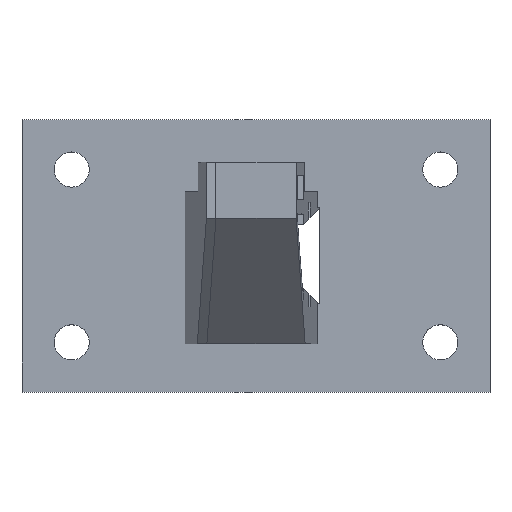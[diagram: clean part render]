
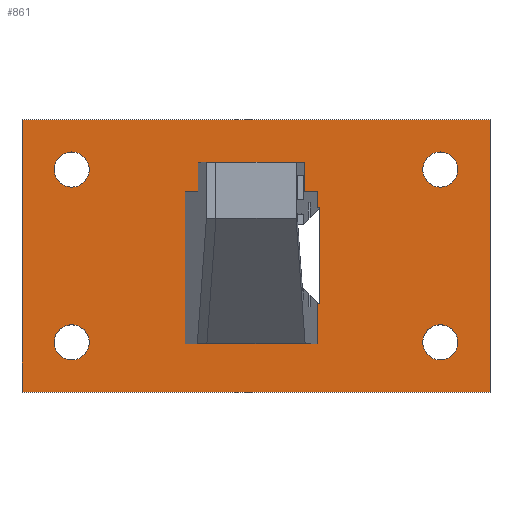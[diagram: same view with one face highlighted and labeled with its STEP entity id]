
A CAD part, top view. The second image highlights one B-rep face of the part: STEP entity #861.
In plain terms, the highlighted planar face has unit normal (0, 0, 1).
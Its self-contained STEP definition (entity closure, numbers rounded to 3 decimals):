
#223 = VERTEX_POINT('',#224);
#224 = CARTESIAN_POINT('',(6.315,-1.818,2.));
#232 = EDGE_CURVE('',#233,#223,#235,.T.);
#233 = VERTEX_POINT('',#234);
#234 = CARTESIAN_POINT('',(6.315,-2.818,2.));
#235 = LINE('',#236,#237);
#236 = CARTESIAN_POINT('',(6.315,-2.909,2.));
#237 = VECTOR('',#238,1.);
#238 = DIRECTION('',(0.,1.,0.));
#377 = VERTEX_POINT('',#378);
#378 = CARTESIAN_POINT('',(6.315,-8.818,2.));
#384 = EDGE_CURVE('',#385,#377,#387,.T.);
#385 = VERTEX_POINT('',#386);
#386 = CARTESIAN_POINT('',(6.315,-11.318,2.));
#387 = LINE('',#388,#389);
#388 = CARTESIAN_POINT('',(6.315,-2.909,2.));
#389 = VECTOR('',#390,1.);
#390 = DIRECTION('',(0.,1.,0.));
#672 = EDGE_CURVE('',#673,#223,#675,.T.);
#673 = VERTEX_POINT('',#674);
#674 = CARTESIAN_POINT('',(-1.916,-1.818,2.));
#675 = LINE('',#676,#677);
#676 = CARTESIAN_POINT('',(2.351,-1.818,2.));
#677 = VECTOR('',#678,1.);
#678 = DIRECTION('',(1.,0.,0.));
#836 = VERTEX_POINT('',#837);
#837 = CARTESIAN_POINT('',(-1.916,-11.318,2.));
#843 = EDGE_CURVE('',#385,#836,#844,.T.);
#844 = LINE('',#845,#846);
#845 = CARTESIAN_POINT('',(2.351,-11.318,2.));
#846 = VECTOR('',#847,1.);
#847 = DIRECTION('',(-1.,0.,0.));
#861 = ADVANCED_FACE('',(#862,#896,#907,#941,#952,#963),#974,.T.);
#862 = FACE_BOUND('',#863,.T.);
#863 = EDGE_LOOP('',(#864,#874,#882,#890));
#864 = ORIENTED_EDGE('',*,*,#865,.T.);
#865 = EDGE_CURVE('',#866,#868,#870,.T.);
#866 = VERTEX_POINT('',#867);
#867 = CARTESIAN_POINT('',(-12.121,-14.318,2.));
#868 = VERTEX_POINT('',#869);
#869 = CARTESIAN_POINT('',(17.121,-14.318,2.));
#870 = LINE('',#871,#872);
#871 = CARTESIAN_POINT('',(-12.121,-14.318,2.));
#872 = VECTOR('',#873,1.);
#873 = DIRECTION('',(1.,0.,0.));
#874 = ORIENTED_EDGE('',*,*,#875,.T.);
#875 = EDGE_CURVE('',#868,#876,#878,.T.);
#876 = VERTEX_POINT('',#877);
#877 = CARTESIAN_POINT('',(17.121,2.682,2.));
#878 = LINE('',#879,#880);
#879 = CARTESIAN_POINT('',(17.121,-14.318,2.));
#880 = VECTOR('',#881,1.);
#881 = DIRECTION('',(0.,1.,0.));
#882 = ORIENTED_EDGE('',*,*,#883,.T.);
#883 = EDGE_CURVE('',#876,#884,#886,.T.);
#884 = VERTEX_POINT('',#885);
#885 = CARTESIAN_POINT('',(-12.121,2.682,2.));
#886 = LINE('',#887,#888);
#887 = CARTESIAN_POINT('',(17.121,2.682,2.));
#888 = VECTOR('',#889,1.);
#889 = DIRECTION('',(-1.,0.,0.));
#890 = ORIENTED_EDGE('',*,*,#891,.T.);
#891 = EDGE_CURVE('',#884,#866,#892,.T.);
#892 = LINE('',#893,#894);
#893 = CARTESIAN_POINT('',(-12.121,2.682,2.));
#894 = VECTOR('',#895,1.);
#895 = DIRECTION('',(0.,-1.,0.));
#896 = FACE_BOUND('',#897,.T.);
#897 = EDGE_LOOP('',(#898));
#898 = ORIENTED_EDGE('',*,*,#899,.F.);
#899 = EDGE_CURVE('',#900,#900,#902,.T.);
#900 = VERTEX_POINT('',#901);
#901 = CARTESIAN_POINT('',(-7.921,-11.218,2.));
#902 = CIRCLE('',#903,1.1);
#903 = AXIS2_PLACEMENT_3D('',#904,#905,#906);
#904 = CARTESIAN_POINT('',(-9.021,-11.218,2.));
#905 = DIRECTION('',(0.,0.,1.));
#906 = DIRECTION('',(1.,0.,0.));
#907 = FACE_BOUND('',#908,.T.);
#908 = EDGE_LOOP('',(#909,#917,#918,#919,#925,#926,#927,#935));
#909 = ORIENTED_EDGE('',*,*,#910,.F.);
#910 = EDGE_CURVE('',#377,#911,#913,.T.);
#911 = VERTEX_POINT('',#912);
#912 = CARTESIAN_POINT('',(6.46,-8.818,2.));
#913 = LINE('',#914,#915);
#914 = CARTESIAN_POINT('',(-1.46,-8.818,2.));
#915 = VECTOR('',#916,1.);
#916 = DIRECTION('',(1.,0.,0.));
#917 = ORIENTED_EDGE('',*,*,#384,.F.);
#918 = ORIENTED_EDGE('',*,*,#843,.T.);
#919 = ORIENTED_EDGE('',*,*,#920,.F.);
#920 = EDGE_CURVE('',#673,#836,#921,.T.);
#921 = LINE('',#922,#923);
#922 = CARTESIAN_POINT('',(-1.916,-5.61,2.));
#923 = VECTOR('',#924,1.);
#924 = DIRECTION('',(0.,-1.,0.));
#925 = ORIENTED_EDGE('',*,*,#672,.T.);
#926 = ORIENTED_EDGE('',*,*,#232,.F.);
#927 = ORIENTED_EDGE('',*,*,#928,.F.);
#928 = EDGE_CURVE('',#929,#233,#931,.T.);
#929 = VERTEX_POINT('',#930);
#930 = CARTESIAN_POINT('',(6.46,-2.818,2.));
#931 = LINE('',#932,#933);
#932 = CARTESIAN_POINT('',(6.46,-2.818,2.));
#933 = VECTOR('',#934,1.);
#934 = DIRECTION('',(-1.,0.,0.));
#935 = ORIENTED_EDGE('',*,*,#936,.F.);
#936 = EDGE_CURVE('',#911,#929,#937,.T.);
#937 = LINE('',#938,#939);
#938 = CARTESIAN_POINT('',(6.46,-8.818,2.));
#939 = VECTOR('',#940,1.);
#940 = DIRECTION('',(0.,1.,0.));
#941 = FACE_BOUND('',#942,.T.);
#942 = EDGE_LOOP('',(#943));
#943 = ORIENTED_EDGE('',*,*,#944,.F.);
#944 = EDGE_CURVE('',#945,#945,#947,.T.);
#945 = VERTEX_POINT('',#946);
#946 = CARTESIAN_POINT('',(15.121,-11.218,2.));
#947 = CIRCLE('',#948,1.1);
#948 = AXIS2_PLACEMENT_3D('',#949,#950,#951);
#949 = CARTESIAN_POINT('',(14.021,-11.218,2.));
#950 = DIRECTION('',(0.,0.,1.));
#951 = DIRECTION('',(1.,0.,0.));
#952 = FACE_BOUND('',#953,.T.);
#953 = EDGE_LOOP('',(#954));
#954 = ORIENTED_EDGE('',*,*,#955,.F.);
#955 = EDGE_CURVE('',#956,#956,#958,.T.);
#956 = VERTEX_POINT('',#957);
#957 = CARTESIAN_POINT('',(-7.921,-0.418,2.));
#958 = CIRCLE('',#959,1.1);
#959 = AXIS2_PLACEMENT_3D('',#960,#961,#962);
#960 = CARTESIAN_POINT('',(-9.021,-0.418,2.));
#961 = DIRECTION('',(0.,0.,1.));
#962 = DIRECTION('',(1.,0.,0.));
#963 = FACE_BOUND('',#964,.T.);
#964 = EDGE_LOOP('',(#965));
#965 = ORIENTED_EDGE('',*,*,#966,.F.);
#966 = EDGE_CURVE('',#967,#967,#969,.T.);
#967 = VERTEX_POINT('',#968);
#968 = CARTESIAN_POINT('',(15.121,-0.418,2.));
#969 = CIRCLE('',#970,1.1);
#970 = AXIS2_PLACEMENT_3D('',#971,#972,#973);
#971 = CARTESIAN_POINT('',(14.021,-0.418,2.));
#972 = DIRECTION('',(0.,0.,1.));
#973 = DIRECTION('',(1.,0.,0.));
#974 = PLANE('',#975);
#975 = AXIS2_PLACEMENT_3D('',#976,#977,#978);
#976 = CARTESIAN_POINT('',(2.5,-5.818,2.));
#977 = DIRECTION('',(0.,0.,1.));
#978 = DIRECTION('',(1.,0.,0.));
